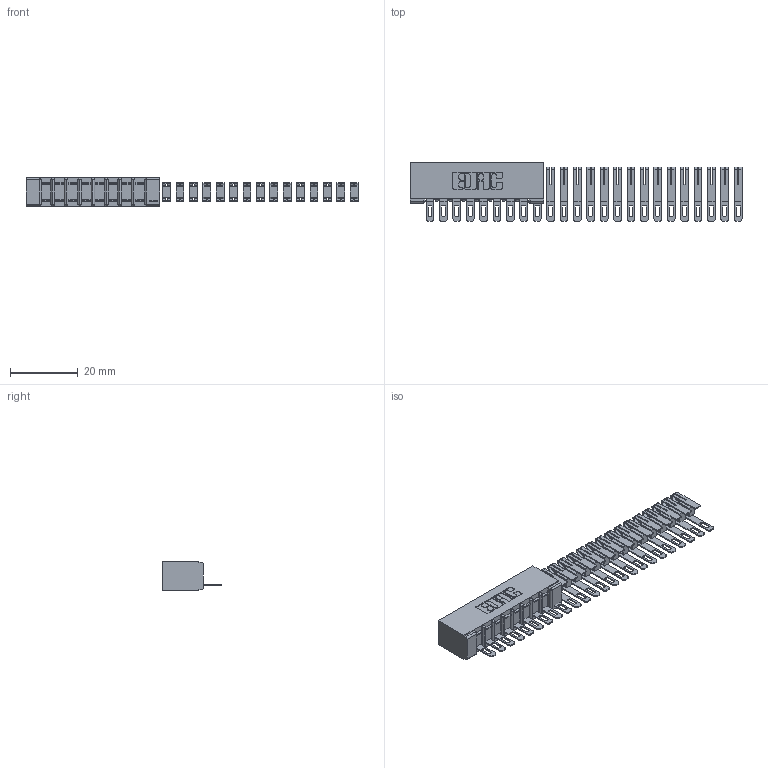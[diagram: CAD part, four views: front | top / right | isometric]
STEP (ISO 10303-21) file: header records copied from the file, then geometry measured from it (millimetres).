
FILE_DESCRIPTION (( 'STEP AP203' ), '1' );
FILE_NAME ('357-024-501-101.STEP', '2018-08-09T00:25:56', ( '' ), ( '' ), 'SwSTEP 2.0', 'SolidWorks 2016', '' );
FILE_SCHEMA (( 'CONFIG_CONTROL_DESIGN' ));
Length unit declared in the file: inch
Products named in the file (3): 357-024-501-101; 307 Part_No Mounting Lugs; 307-290-002_501
Assembly tree (25 placements, depth 2):
  357-024-501-101
    307 Part_No Mounting Lugs
    307-290-002_501  x24
Bounding box: 98.18 x 17.42 x 8.71 mm (x, y, z)
Volume: 3331.4 mm3; surface area: 8647.8 mm2
Topology: 25 solids, 25 shells, 1623 faces, 4987 edges, 3298 vertices
Faces by surface type: plane 930, cylinder 675, sphere 18
Entity records: 12078 total; most frequent: CARTESIAN_POINT 1960, DIRECTION 1939, ORIENTED_EDGE 1934, EDGE_CURVE 967, VECTOR 721, LINE 721, VERTEX_POINT 630, AXIS2_PLACEMENT_3D 609
